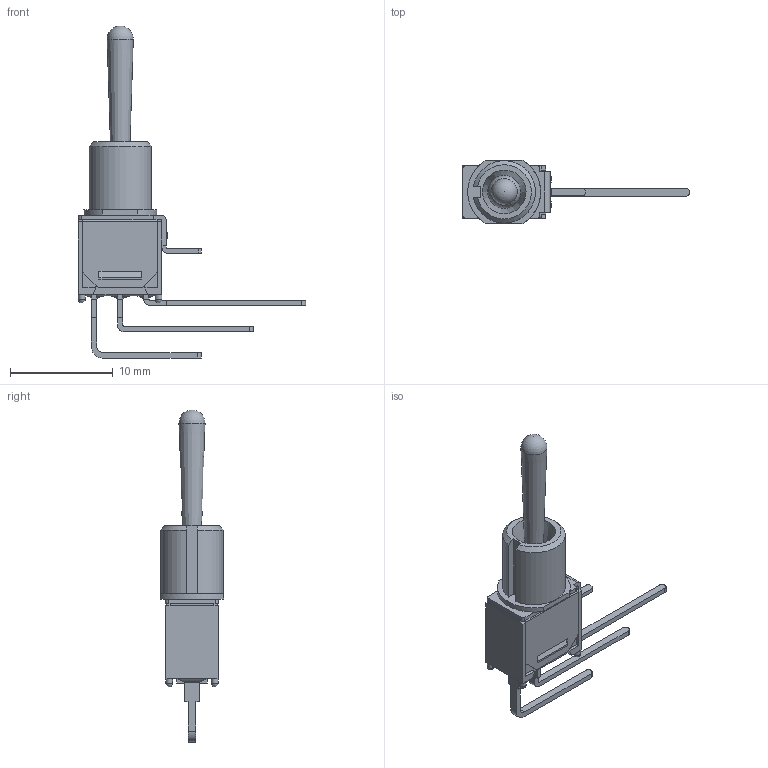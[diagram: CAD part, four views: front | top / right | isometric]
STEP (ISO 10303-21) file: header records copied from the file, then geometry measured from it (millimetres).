
FILE_DESCRIPTION(/* description */ (''),/* implementation_level */ '2;1');
FILE_NAME(/* name */ '200MSPxT4B8M7xE.stp',/* time_stamp */ '2025-04-30T10:19:53-05:00',/* author */ ('mroman'),/* organization */ (''),/* preprocessor_version */ 'ST-DEVELOPER v18.1',/* originating_system */ 'Autodesk Inventor 2022',/* authorisation */ '');
FILE_SCHEMA (('AUTOMOTIVE_DESIGN { 1 0 10303 214 3 1 1 }'));
Length unit declared in the file: inch
Products named in the file (1): 200MSPxT4B8M7xE
Bounding box: 22.1 x 6.2 x 32.3 mm (x, y, z)
Volume: 410.4 mm3; surface area: 1137.8 mm2
Topology: 2 solids, 3 shells, 201 faces, 551 edges, 351 vertices
Faces by surface type: plane 152, cylinder 35, sphere 7, cone 5, bspline 2
Full cylindrical faces by diameter (mm): 0.65 x4, 3.25 x2
Entity records: 6414 total; most frequent: CARTESIAN_POINT 1242, ORIENTED_EDGE 1090, DIRECTION 1036, EDGE_CURVE 545, LINE 434, VECTOR 434, VERTEX_POINT 351, AXIS2_PLACEMENT_3D 301
